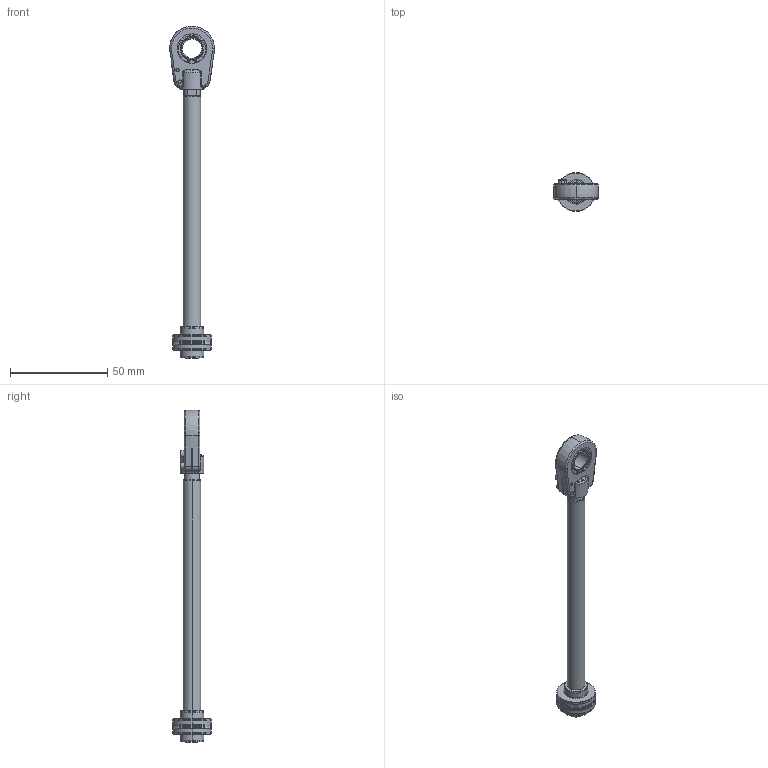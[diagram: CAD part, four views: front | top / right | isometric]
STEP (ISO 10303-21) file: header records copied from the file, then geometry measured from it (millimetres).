
FILE_DESCRIPTION (( 'STEP AP203' ), '1' );
FILE_NAME ('Piston_AP203.STEP', '2018-10-05T06:54:55', ( '' ), ( '' ), 'SwSTEP 2.0', 'SolidWorks 2017', '' );
FILE_SCHEMA (( 'CONFIG_CONTROL_DESIGN' ));
Length unit declared in the file: metre
Products named in the file (1): Piston_AP203
Bounding box: 23.02 x 20 x 170.37 mm (x, y, z)
Volume: 15413.8 mm3; surface area: 7903.6 mm2
Topology: 1 solids, 6 shells, 361 faces, 916 edges, 577 vertices
Faces by surface type: cylinder 113, bspline 87, cone 79, plane 77, torus 5
Entity records: 14744 total; most frequent: CARTESIAN_POINT 6465, ORIENTED_EDGE 1806, DIRECTION 1631, EDGE_CURVE 903, AXIS2_PLACEMENT_3D 679, VERTEX_POINT 577, CIRCLE 404, EDGE_LOOP 398
